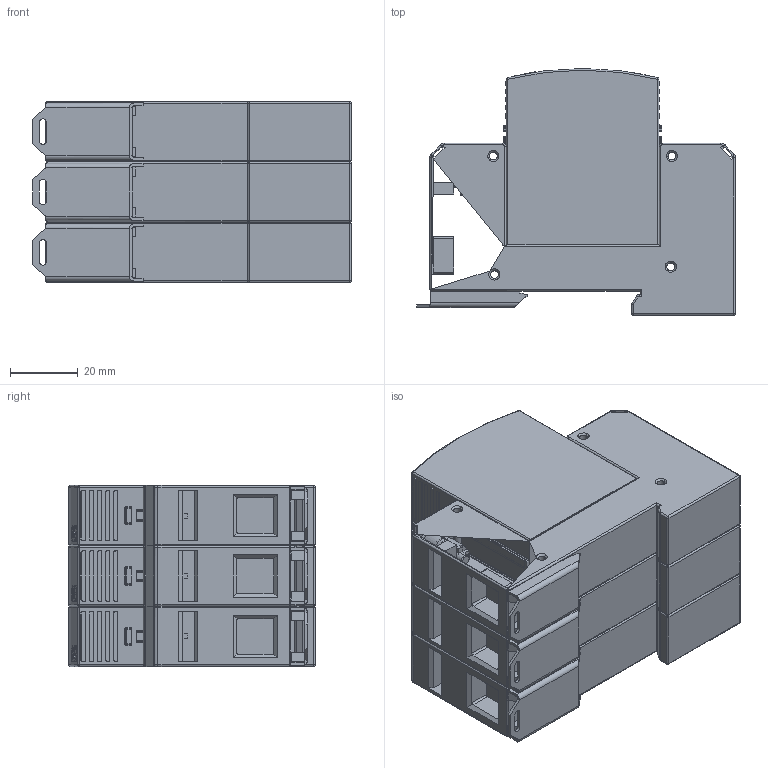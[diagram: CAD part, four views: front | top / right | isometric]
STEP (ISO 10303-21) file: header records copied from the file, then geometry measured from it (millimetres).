
FILE_DESCRIPTION((''),'2;1');
FILE_NAME('ETITEC_B_T12_1_0_RC_ASM','2021-02-02T',('marketing.praksa'),('Audax d.o.o.'),'CREO PARAMETRIC BY PTC INC, 2017480','CREO PARAMETRIC BY PTC INC, 2017480','');
FILE_SCHEMA(('AUTOMOTIVE_DESIGN { 1 0 10303 214 1 1 1 1 }'));
Products named in the file (56): BAZA_1TE_B2S_RC_ZASKOK_19_1_1_4; BAZA_1TE_B2S_RC_ZASKOK_19_2_1_2; BAZA_1TE_B2S_RC_ZASKOK_19_3_1_2; BAZA_1TE_B2S_RC_ZASKOK_19_ASM_5_ASM; OUTER_1TE_S_SHAPE_B2S_R_ASM_3_4_ASM; IZ506_504_ETITEC_B_1P0_RC_ASM_5_ASM; ASM0012_ASM_1_1_2_ASM; PRT0045; PRT0046; PRT0049; PRT0050; TMP_DWG_65_1_1_1_2_1_2_3_1_2__5; TMP_DWG_65_1_2_1_2_1_2_3_1_2__5; TMP_DWG_65_1_3_1_2_1_2_3_1_2__5; ASM0011_1_2_3_4_ASM; ASM0032_ASM; PRT0051; BAZA_1TE_B2S_RC_ZASKOK_19_1_1_7; BAZA_1TE_B2S_RC_ZASKOK_19_2_1_4; BAZA_1TE_B2S_RC_ZASKOK_19_3_1_4; BAZA_1TE_B2S_RC_ZASKOK_19_ASM_7_ASM; OUTER_1TE_S_SHAPE_B2S_R_ASM_3_7_ASM; IZ506_504_ETITEC_B_1P0_RC_ASM_7_ASM; ASM0012_ASM_1_1_2_ASM_1_ASM; PRT0045_1; PRT0046_1; PRT0049_1; PRT0050_1; TMP_DWG_65_1_1_1_2_1_2_3_1_2__6; TMP_DWG_65_1_2_1_2_1_2_3_1_2__6; TMP_DWG_65_1_3_1_2_1_2_3_1_2__6; ASM0011_1_2_3_4_ASM_1_ASM; ASM0032_ASM_1_ASM; PRT0051_1; ETITEC_B_T12_1_0_RC_ASM_1_ASM; ETITEC_C_T2_1_0_ASM; BAZA_1TE_B2S_RC_ZASKOK_19_1_1_8; BAZA_1TE_B2S_RC_ZASKOK_19_2_1_5; BAZA_1TE_B2S_RC_ZASKOK_19_3_1_5; BAZA_1TE_B2S_RC_ZASKOK_19_ASM_8_ASM ...
Assembly tree (55 placements, depth 8):
  ETITEC_B_T12_1_0_RC_ASM
    ASM0012_ASM_1_1_2_ASM
      IZ506_504_ETITEC_B_1P0_RC_ASM_5_ASM
        OUTER_1TE_S_SHAPE_B2S_R_ASM_3_4_ASM
          BAZA_1TE_B2S_RC_ZASKOK_19_ASM_5_ASM
            BAZA_1TE_B2S_RC_ZASKOK_19_1_1_4
            BAZA_1TE_B2S_RC_ZASKOK_19_2_1_2
            BAZA_1TE_B2S_RC_ZASKOK_19_3_1_2
    PRT0045
    PRT0046
    PRT0049
    PRT0050
    ASM0032_ASM
      ASM0011_1_2_3_4_ASM
        TMP_DWG_65_1_1_1_2_1_2_3_1_2__5
        TMP_DWG_65_1_2_1_2_1_2_3_1_2__5
        TMP_DWG_65_1_3_1_2_1_2_3_1_2__5
    PRT0051
    ETITEC_C_T2_1_0_ASM
      ETITEC_B_T12_1_0_RC_ASM_1_ASM
        ASM0012_ASM_1_1_2_ASM_1_ASM
          IZ506_504_ETITEC_B_1P0_RC_ASM_7_ASM
            OUTER_1TE_S_SHAPE_B2S_R_ASM_3_7_ASM
              BAZA_1TE_B2S_RC_ZASKOK_19_ASM_7_ASM
                BAZA_1TE_B2S_RC_ZASKOK_19_1_1_7
                BAZA_1TE_B2S_RC_ZASKOK_19_2_1_4
                BAZA_1TE_B2S_RC_ZASKOK_19_3_1_4
        PRT0045_1
        PRT0046_1
        PRT0049_1
        PRT0050_1
        ASM0032_ASM_1_ASM
          ASM0011_1_2_3_4_ASM_1_ASM
            TMP_DWG_65_1_1_1_2_1_2_3_1_2__6
            TMP_DWG_65_1_2_1_2_1_2_3_1_2__6
            TMP_DWG_65_1_3_1_2_1_2_3_1_2__6
        PRT0051_1
    ASM0033_ASM
      ETITEC_B_T12_1_0_RC_ASM_1_1_ASM
        ASM0012_ASM_1_1_2_ASM_1_1_ASM
          IZ506_504_ETITEC_B_1P0_RC_ASM_8_ASM
            OUTER_1TE_S_SHAPE_B2S_R_ASM_3_8_ASM
              BAZA_1TE_B2S_RC_ZASKOK_19_ASM_8_ASM
                BAZA_1TE_B2S_RC_ZASKOK_19_1_1_8
                BAZA_1TE_B2S_RC_ZASKOK_19_2_1_5
                BAZA_1TE_B2S_RC_ZASKOK_19_3_1_5
        PRT0045_1_1
        PRT0046_1_1
        PRT0049_1_1
        PRT0050_1_1
        ASM0032_ASM_1_1_ASM
          ASM0011_1_2_3_4_ASM_1_1_ASM
            TMP_DWG_65_1_1_1_2_1_2_3_1_2__7
            TMP_DWG_65_1_2_1_2_1_2_3_1_2__7
            TMP_DWG_65_1_3_1_2_1_2_3_1_2__7
        PRT0051_1_1
Bounding box: 93.9 x 72.7 x 53.4 mm (x, y, z)
Volume: 262677.1 mm3; surface area: 74852.8 mm2
Topology: 33 solids, 45 shells, 1908 faces, 5109 edges, 3303 vertices
Faces by surface type: plane 1020, cylinder 600, cone 96, torus 90, sphere 54, bspline 48
Entity records: 84043 total; most frequent: CARTESIAN_POINT 14677, ORIENTED_EDGE 10110, DIRECTION 10108, EDGE_CURVE 5055, PRESENTATION_STYLE_ASSIGNMENT 4724, STYLED_ITEM 4724, CURVE_STYLE 3685, AXIS2_PLACEMENT_3D 3550
